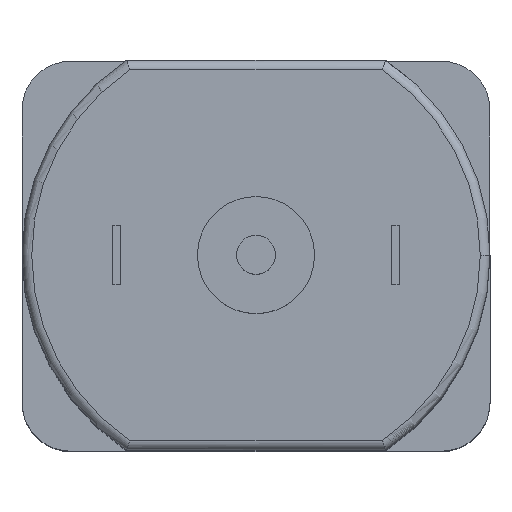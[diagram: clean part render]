
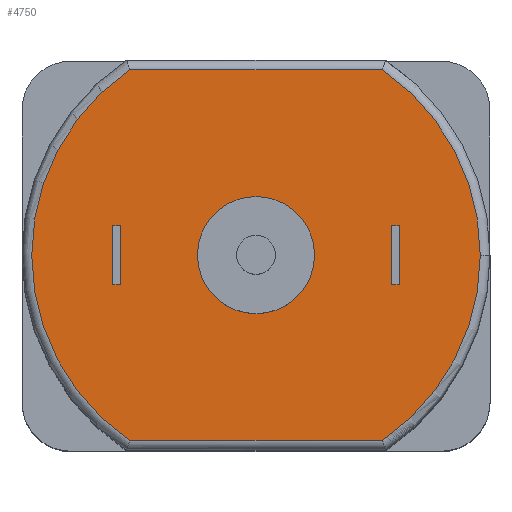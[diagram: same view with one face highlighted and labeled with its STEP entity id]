
A CAD part, top view. The second image highlights one B-rep face of the part: STEP entity #4750.
In plain terms, the highlighted planar face has unit normal (0, 0, 1).
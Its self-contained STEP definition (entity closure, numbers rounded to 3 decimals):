
#200 = CIRCLE ( 'NONE', #1754, 5.75 ) ;
#420 = PLANE ( 'NONE',  #5041 ) ;
#528 = CARTESIAN_POINT ( 'NONE',  ( 0., 0., 24.25 ) ) ;
#649 = DIRECTION ( 'NONE',  ( 1., 0., 0. ) ) ;
#657 = VERTEX_POINT ( 'NONE', #1304 ) ;
#857 = VERTEX_POINT ( 'NONE', #2929 ) ;
#896 = CARTESIAN_POINT ( 'NONE',  ( -3.317, 4.75, 24.25 ) ) ;
#916 = EDGE_CURVE ( 'NONE', #1511, #2331, #2297, .T. ) ;
#938 = EDGE_CURVE ( 'NONE', #4320, #1511, #4151, .T. ) ;
#973 = CARTESIAN_POINT ( 'NONE',  ( 5.75, 0., 24.25 ) ) ;
#1015 = ORIENTED_EDGE ( 'NONE', *, *, #1506, .T. ) ;
#1159 = DIRECTION ( 'NONE',  ( 1., 0., 0. ) ) ;
#1267 = DIRECTION ( 'NONE',  ( 1., 0., 0. ) ) ;
#1304 = CARTESIAN_POINT ( 'NONE',  ( -3.24, 4.75, 24.25 ) ) ;
#1316 = FACE_OUTER_BOUND ( 'NONE', #2295, .T. ) ;
#1347 = DIRECTION ( 'NONE',  ( 0., 0., 1. ) ) ;
#1449 = EDGE_CURVE ( 'NONE', #857, #4320, #2312, .T. ) ;
#1506 = EDGE_CURVE ( 'NONE', #2331, #657, #3899, .T. ) ;
#1511 = VERTEX_POINT ( 'NONE', #973 ) ;
#1754 = AXIS2_PLACEMENT_3D ( 'NONE', #528, #4176, #1267 ) ;
#2180 = DIRECTION ( 'NONE',  ( -1., 0., 0. ) ) ;
#2295 = EDGE_LOOP ( 'NONE', ( #4857, #5076, #3375, #2300, #1015 ) ) ;
#2297 = CIRCLE ( 'NONE', #2566, 5.75 ) ;
#2300 = ORIENTED_EDGE ( 'NONE', *, *, #916, .T. ) ;
#2312 = LINE ( 'NONE', #4004, #4949 ) ;
#2331 = VERTEX_POINT ( 'NONE', #4704 ) ;
#2397 = VECTOR ( 'NONE', #2180, 1000. ) ;
#2566 = AXIS2_PLACEMENT_3D ( 'NONE', #3646, #4416, #649 ) ;
#2787 = DIRECTION ( 'NONE',  ( 1., 0., 0. ) ) ;
#2929 = CARTESIAN_POINT ( 'NONE',  ( -3.24, -4.75, 24.25 ) ) ;
#3110 = CARTESIAN_POINT ( 'NONE',  ( 3.24, -4.75, 24.25 ) ) ;
#3375 = ORIENTED_EDGE ( 'NONE', *, *, #938, .T. ) ;
#3504 = EDGE_CURVE ( 'NONE', #657, #857, #200, .T. ) ;
#3598 = DIRECTION ( 'NONE',  ( 1., 0., 0. ) ) ;
#3646 = CARTESIAN_POINT ( 'NONE',  ( 0., 0., 24.25 ) ) ;
#3899 = LINE ( 'NONE', #896, #2397 ) ;
#3947 = DIRECTION ( 'NONE',  ( 0., 0., 1. ) ) ;
#3978 = AXIS2_PLACEMENT_3D ( 'NONE', #4027, #3947, #2787 ) ;
#4004 = CARTESIAN_POINT ( 'NONE',  ( 3.317, -4.75, 24.25 ) ) ;
#4027 = CARTESIAN_POINT ( 'NONE',  ( 0., 0., 24.25 ) ) ;
#4151 = CIRCLE ( 'NONE', #3978, 5.75 ) ;
#4176 = DIRECTION ( 'NONE',  ( 0., 0., 1. ) ) ;
#4320 = VERTEX_POINT ( 'NONE', #3110 ) ;
#4416 = DIRECTION ( 'NONE',  ( 0., 0., 1. ) ) ;
#4704 = CARTESIAN_POINT ( 'NONE',  ( 3.24, 4.75, 24.25 ) ) ;
#4750 = ADVANCED_FACE ( 'NONE', ( #1316 ), #420, .T. ) ;
#4857 = ORIENTED_EDGE ( 'NONE', *, *, #3504, .T. ) ;
#4949 = VECTOR ( 'NONE', #3598, 1000. ) ;
#5041 = AXIS2_PLACEMENT_3D ( 'NONE', #5075, #1347, #1159 ) ;
#5075 = CARTESIAN_POINT ( 'NONE',  ( 0., 0., 24.25 ) ) ;
#5076 = ORIENTED_EDGE ( 'NONE', *, *, #1449, .T. ) ;
